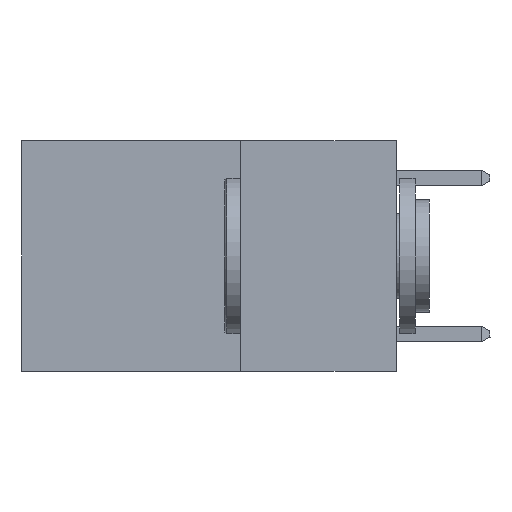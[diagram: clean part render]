
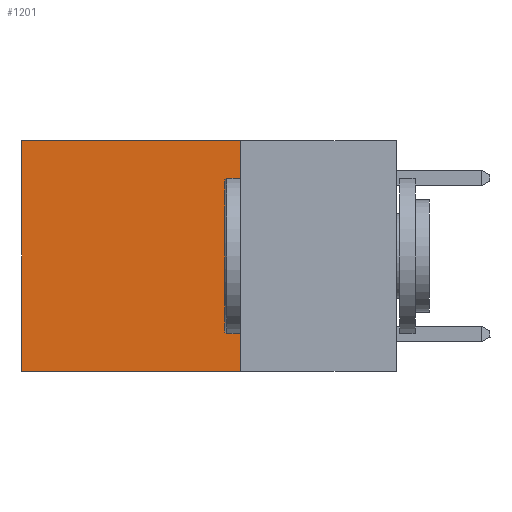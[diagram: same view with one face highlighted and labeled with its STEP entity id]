
A CAD part, left-side view. The second image highlights one B-rep face of the part: STEP entity #1201.
In plain terms, the highlighted planar face has unit normal (-1, 0, 0).
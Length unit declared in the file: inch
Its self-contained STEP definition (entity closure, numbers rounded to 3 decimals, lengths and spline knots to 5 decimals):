
#306 = CARTESIAN_POINT ( 'NONE',  ( 0.2625, 0.25, 0. ) ) ;
#1201 = ADVANCED_FACE ( 'NONE', ( #19409 ), #10703, .F. ) ;
#1815 = EDGE_CURVE ( 'NONE', #9830, #17300, #16953, .T. ) ;
#4419 = CARTESIAN_POINT ( 'NONE',  ( 0.2625, 0.6, -0.37 ) ) ;
#4532 = DIRECTION ( 'NONE',  ( 0., 0., -1. ) ) ;
#4825 = DIRECTION ( 'NONE',  ( 1., 0., 0. ) ) ;
#4837 = EDGE_LOOP ( 'NONE', ( #19353, #18536, #25574, #6951 ) ) ;
#5782 = DIRECTION ( 'NONE',  ( 0., 0., -1. ) ) ;
#6159 = DIRECTION ( 'NONE',  ( 0., 1., 0. ) ) ;
#6951 = ORIENTED_EDGE ( 'NONE', *, *, #13378, .T. ) ;
#7034 = CARTESIAN_POINT ( 'NONE',  ( 0.2625, 0.25, -0.37 ) ) ;
#9670 = EDGE_CURVE ( 'NONE', #16089, #20560, #24465, .T. ) ;
#9830 = VERTEX_POINT ( 'NONE', #15811 ) ;
#10243 = LINE ( 'NONE', #16105, #21061 ) ;
#10703 = PLANE ( 'NONE',  #13400 ) ;
#12398 = LINE ( 'NONE', #24837, #19962 ) ;
#13378 = EDGE_CURVE ( 'NONE', #9830, #16089, #12398, .T. ) ;
#13400 = AXIS2_PLACEMENT_3D ( 'NONE', #306, #4825, #15182 ) ;
#13678 = CARTESIAN_POINT ( 'NONE',  ( 0.2625, 0.6, 0. ) ) ;
#14670 = VECTOR ( 'NONE', #5782, 39.37008 ) ;
#15182 = DIRECTION ( 'NONE',  ( 0., 0., -1. ) ) ;
#15811 = CARTESIAN_POINT ( 'NONE',  ( 0.2625, 0.25, 0. ) ) ;
#16089 = VERTEX_POINT ( 'NONE', #13678 ) ;
#16105 = CARTESIAN_POINT ( 'NONE',  ( 0.2625, 0.25, -0.37 ) ) ;
#16953 = LINE ( 'NONE', #20919, #25292 ) ;
#17300 = VERTEX_POINT ( 'NONE', #7034 ) ;
#18536 = ORIENTED_EDGE ( 'NONE', *, *, #19670, .F. ) ;
#19353 = ORIENTED_EDGE ( 'NONE', *, *, #9670, .T. ) ;
#19409 = FACE_OUTER_BOUND ( 'NONE', #4837, .T. ) ;
#19670 = EDGE_CURVE ( 'NONE', #17300, #20560, #10243, .T. ) ;
#19962 = VECTOR ( 'NONE', #6159, 39.37008 ) ;
#20560 = VERTEX_POINT ( 'NONE', #4419 ) ;
#20919 = CARTESIAN_POINT ( 'NONE',  ( 0.2625, 0.25, 0. ) ) ;
#21061 = VECTOR ( 'NONE', #24567, 39.37008 ) ;
#22149 = CARTESIAN_POINT ( 'NONE',  ( 0.2625, 0.6, 0. ) ) ;
#24465 = LINE ( 'NONE', #22149, #14670 ) ;
#24567 = DIRECTION ( 'NONE',  ( 0., 1., 0. ) ) ;
#24837 = CARTESIAN_POINT ( 'NONE',  ( 0.2625, 0.25, 0. ) ) ;
#25292 = VECTOR ( 'NONE', #4532, 39.37008 ) ;
#25574 = ORIENTED_EDGE ( 'NONE', *, *, #1815, .F. ) ;
